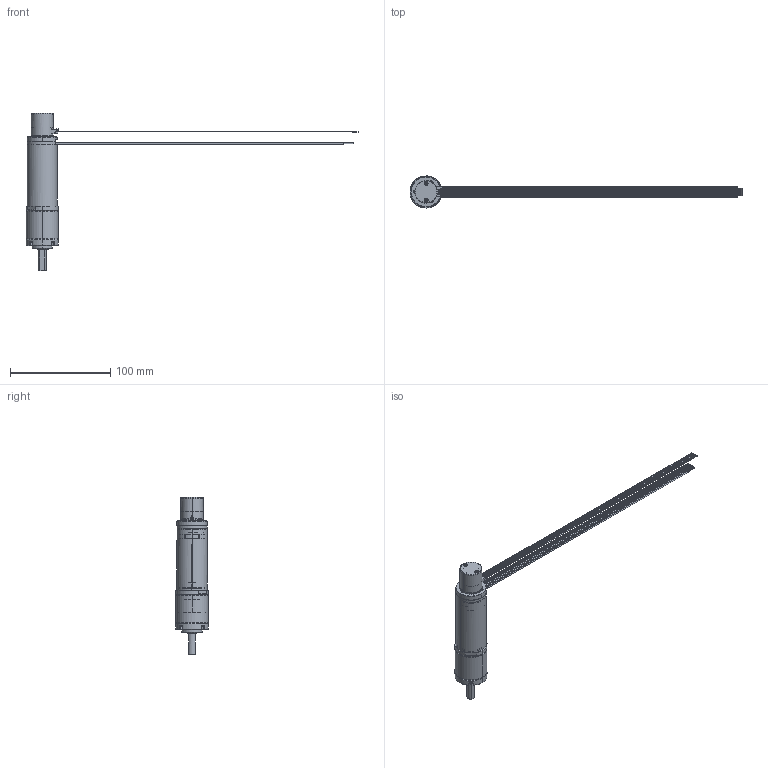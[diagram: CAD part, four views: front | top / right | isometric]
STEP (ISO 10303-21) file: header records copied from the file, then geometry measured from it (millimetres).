
FILE_DESCRIPTION((''),'2;1');
FILE_NAME('4611180000765_SW0001','2023-06-27T16:59:56',('TQ01056'),(''),'CREO PARAMETRIC BY PTC INC, 2018100','CREO PARAMETRIC BY PTC INC, 2018100','');
FILE_SCHEMA(('CONFIG_CONTROL_DESIGN'));
Length unit declared in the file: millimetre
Products named in the file (1): 4611180000765_SW0001
Bounding box: 331 x 32 x 157.04 mm (x, y, z)
Volume: 38992.1 mm3; surface area: 50148.4 mm2
Topology: 3 solids, 5 shells, 1399 faces, 3841 edges, 2423 vertices
Faces by surface type: plane 569, cylinder 426, cone 153, bspline 131, torus 86, sphere 29, extrusion 5
Entity records: 64380 total; most frequent: CARTESIAN_POINT 29638, ORIENTED_EDGE 7590, DIRECTION 6918, EDGE_CURVE 3795, AXIS2_PLACEMENT_3D 2578, VERTEX_POINT 2423, VECTOR 1762, LINE 1757
